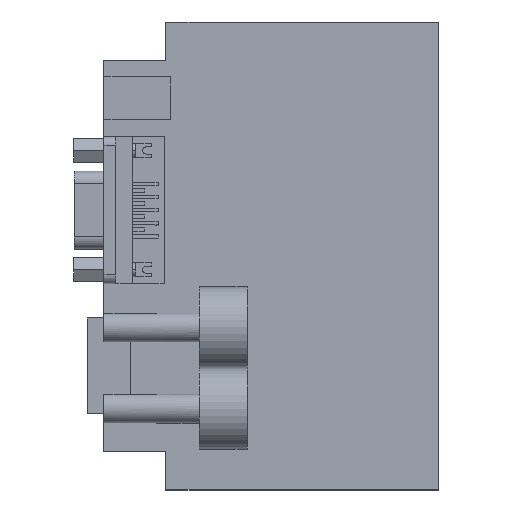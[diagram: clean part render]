
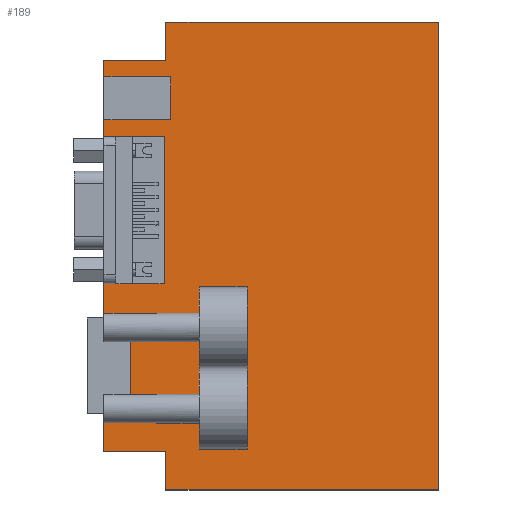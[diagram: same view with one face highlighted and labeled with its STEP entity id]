
A CAD part, top view. The second image highlights one B-rep face of the part: STEP entity #189.
In plain terms, the highlighted planar face has unit normal (0, 0, 1).
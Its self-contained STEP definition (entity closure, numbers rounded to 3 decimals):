
#81=CARTESIAN_POINT('Vertex',(-32.085,-39.95,1.6)) ;
#84=CARTESIAN_POINT('Line Origine',(-38.585,-39.95,1.6)) ;
#88=CARTESIAN_POINT('Vertex',(-45.085,-39.95,1.6)) ;
#108=CARTESIAN_POINT('Line Origine',(-45.085,1.05,1.6)) ;
#112=CARTESIAN_POINT('Vertex',(-45.085,42.05,1.6)) ;
#134=CARTESIAN_POINT('Axis2P3D Location',(0.,0.,1.6)) ;
#139=CARTESIAN_POINT('Line Origine',(-3.585,-47.95,1.6)) ;
#143=CARTESIAN_POINT('Vertex',(-32.085,-47.95,1.6)) ;
#145=CARTESIAN_POINT('Vertex',(24.915,-47.95,1.6)) ;
#148=CARTESIAN_POINT('Line Origine',(24.915,1.05,1.6)) ;
#152=CARTESIAN_POINT('Vertex',(24.915,50.05,1.6)) ;
#155=CARTESIAN_POINT('Line Origine',(-3.585,50.05,1.6)) ;
#159=CARTESIAN_POINT('Vertex',(-32.085,50.05,1.6)) ;
#162=CARTESIAN_POINT('Line Origine',(-32.085,46.05,1.6)) ;
#166=CARTESIAN_POINT('Vertex',(-32.085,42.05,1.6)) ;
#169=CARTESIAN_POINT('Line Origine',(-38.585,42.05,1.6)) ;
#174=CARTESIAN_POINT('Line Origine',(-32.085,-43.95,1.6)) ;
#85=DIRECTION('Vector Direction',(1.,0.,0.)) ;
#109=DIRECTION('Vector Direction',(0.,1.,0.)) ;
#135=DIRECTION('Axis2P3D Direction',(0.,0.,1.)) ;
#136=DIRECTION('Axis2P3D XDirection',(1.,0.,0.)) ;
#140=DIRECTION('Vector Direction',(1.,0.,0.)) ;
#149=DIRECTION('Vector Direction',(0.,-1.,0.)) ;
#156=DIRECTION('Vector Direction',(-1.,0.,0.)) ;
#163=DIRECTION('Vector Direction',(0.,1.,0.)) ;
#170=DIRECTION('Vector Direction',(-1.,0.,0.)) ;
#175=DIRECTION('Vector Direction',(0.,1.,0.)) ;
#137=AXIS2_PLACEMENT_3D('Plane Axis2P3D',#134,#135,#136) ;
#180=ORIENTED_EDGE('',*,*,#147,.T.) ;
#181=ORIENTED_EDGE('',*,*,#154,.T.) ;
#182=ORIENTED_EDGE('',*,*,#161,.T.) ;
#183=ORIENTED_EDGE('',*,*,#168,.F.) ;
#184=ORIENTED_EDGE('',*,*,#173,.F.) ;
#185=ORIENTED_EDGE('',*,*,#114,.T.) ;
#186=ORIENTED_EDGE('',*,*,#90,.F.) ;
#187=ORIENTED_EDGE('',*,*,#178,.F.) ;
#86=VECTOR('Line Direction',#85,1.) ;
#110=VECTOR('Line Direction',#109,1.) ;
#141=VECTOR('Line Direction',#140,1.) ;
#150=VECTOR('Line Direction',#149,1.) ;
#157=VECTOR('Line Direction',#156,1.) ;
#164=VECTOR('Line Direction',#163,1.) ;
#171=VECTOR('Line Direction',#170,1.) ;
#176=VECTOR('Line Direction',#175,1.) ;
#189=ADVANCED_FACE('PartBody',(#188),#138,.T.) ;
#90=EDGE_CURVE('',#82,#89,#87,.F.) ;
#114=EDGE_CURVE('',#113,#89,#111,.F.) ;
#147=EDGE_CURVE('',#144,#146,#142,.T.) ;
#154=EDGE_CURVE('',#146,#153,#151,.F.) ;
#161=EDGE_CURVE('',#153,#160,#158,.T.) ;
#168=EDGE_CURVE('',#167,#160,#165,.T.) ;
#173=EDGE_CURVE('',#113,#167,#172,.F.) ;
#178=EDGE_CURVE('',#144,#82,#177,.T.) ;
#179=EDGE_LOOP('',(#180,#181,#182,#183,#184,#185,#186,#187)) ;
#188=FACE_OUTER_BOUND('',#179,.T.) ;
#87=LINE('Line',#84,#86) ;
#111=LINE('Line',#108,#110) ;
#142=LINE('Line',#139,#141) ;
#151=LINE('Line',#148,#150) ;
#158=LINE('Line',#155,#157) ;
#165=LINE('Line',#162,#164) ;
#172=LINE('Line',#169,#171) ;
#177=LINE('Line',#174,#176) ;
#138=PLANE('Plane',#137) ;
#82=VERTEX_POINT('',#81) ;
#89=VERTEX_POINT('',#88) ;
#113=VERTEX_POINT('',#112) ;
#144=VERTEX_POINT('',#143) ;
#146=VERTEX_POINT('',#145) ;
#153=VERTEX_POINT('',#152) ;
#160=VERTEX_POINT('',#159) ;
#167=VERTEX_POINT('',#166) ;
